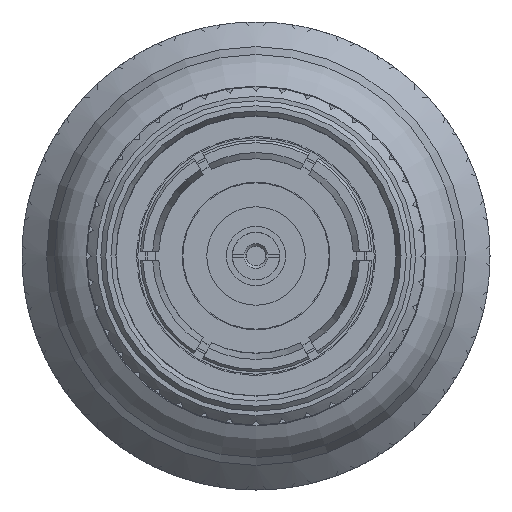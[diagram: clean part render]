
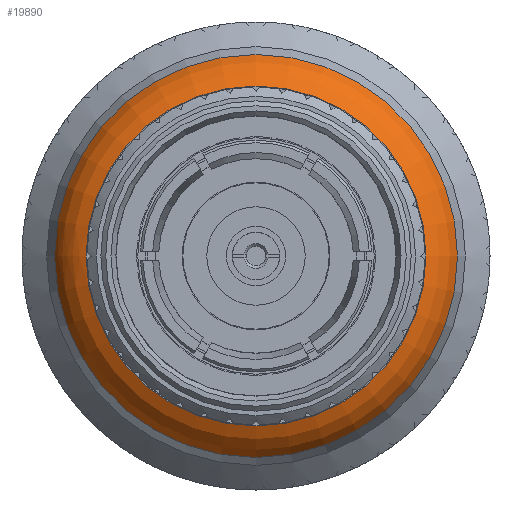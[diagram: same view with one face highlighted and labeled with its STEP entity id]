
A CAD part, left-side view. The second image highlights one B-rep face of the part: STEP entity #19890.
In plain terms, the highlighted toroidal (fillet/blend) face has major radius 3.042 mm and minor radius 1.137 mm.
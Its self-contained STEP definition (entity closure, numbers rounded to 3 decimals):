
#35=TOROIDAL_SURFACE('',#29937,3.042,1.137);
#8002=ORIENTED_EDGE('',*,*,#12327,.F.);
#8003=ORIENTED_EDGE('',*,*,#12326,.T.);
#12326=EDGE_CURVE('',#14546,#14546,#15470,.T.);
#12327=EDGE_CURVE('',#14547,#14547,#15471,.T.);
#14546=VERTEX_POINT('',#48828);
#14547=VERTEX_POINT('',#48831);
#15470=CIRCLE('',#29936,4.09);
#15471=CIRCLE('',#29938,3.45);
#16773=EDGE_LOOP('',(#8002));
#16774=EDGE_LOOP('',(#8003));
#18201=FACE_BOUND('',#16773,.T.);
#18202=FACE_BOUND('',#16774,.T.);
#19890=ADVANCED_FACE('',(#18201,#18202),#35,.T.);
#29936=AXIS2_PLACEMENT_3D('',#48827,#31574,#31575);
#29937=AXIS2_PLACEMENT_3D('',#48829,#31576,#31577);
#29938=AXIS2_PLACEMENT_3D('',#48830,#31578,#31579);
#31574=DIRECTION('',(-1.,0.,0.));
#31575=DIRECTION('',(0.,1.,0.));
#31576=DIRECTION('',(-1.,0.,0.));
#31577=DIRECTION('',(0.,1.,0.));
#31578=DIRECTION('',(-1.,0.,0.));
#31579=DIRECTION('',(0.,1.,0.));
#48827=CARTESIAN_POINT('',(-3.58,0.,0.));
#48828=CARTESIAN_POINT('',(-3.58,4.09,0.));
#48829=CARTESIAN_POINT('',(-3.139,0.,0.));
#48830=CARTESIAN_POINT('',(-4.2,0.,0.));
#48831=CARTESIAN_POINT('',(-4.2,3.45,0.));
